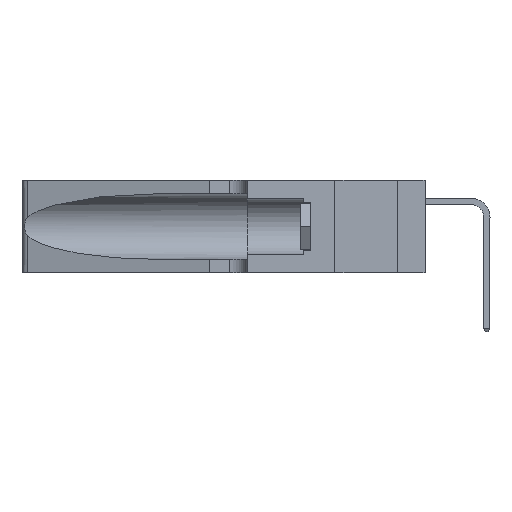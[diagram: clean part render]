
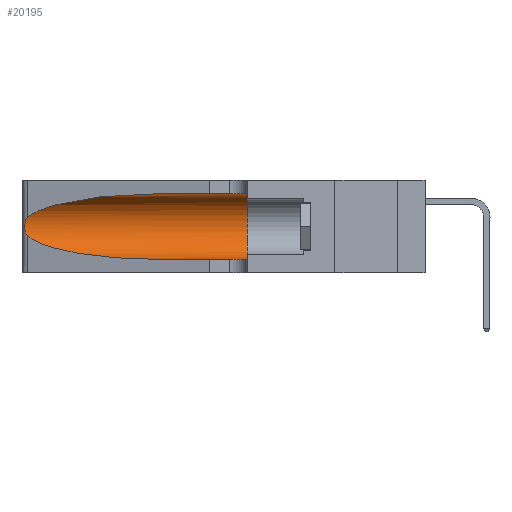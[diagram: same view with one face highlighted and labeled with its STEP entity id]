
A CAD part, left-side view. The second image highlights one B-rep face of the part: STEP entity #20195.
In plain terms, the highlighted cylindrical face has radius 3.308 mm (diameter 6.617 mm), a partial arc.
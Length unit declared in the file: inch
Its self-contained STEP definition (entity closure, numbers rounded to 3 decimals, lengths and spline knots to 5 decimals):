
#60 = ORIENTED_EDGE ( 'NONE', *, *, #10259, .T. ) ;
#323 = CARTESIAN_POINT ( 'NONE',  ( 0.26075, 1.23896, 0.178 ) ) ;
#923 = CARTESIAN_POINT ( 'NONE',  ( 0.2373, 1.15595, 0.28018 ) ) ;
#2131 = CARTESIAN_POINT ( 'NONE',  ( 0.25856, 1.23593, 0.16098 ) ) ;
#2770 = VERTEX_POINT ( 'NONE', #13507 ) ;
#2799 = EDGE_CURVE ( 'NONE', #6095, #6369, #19795, .T. ) ;
#2917 = DIRECTION ( 'NONE',  ( 0., -1., 0. ) ) ;
#3191 = CARTESIAN_POINT ( 'NONE',  ( 0.1305, 0.72297, 0.05475 ) ) ;
#3587 = VECTOR ( 'NONE', #2917, 39.37008 ) ;
#3946 = CARTESIAN_POINT ( 'NONE',  ( 0.25639, 1.23186, 0.15144 ) ) ;
#5282 = AXIS2_PLACEMENT_3D ( 'NONE', #15430, #20919, #8180 ) ;
#5791 = CARTESIAN_POINT ( 'NONE',  ( 0.25487, 1.22718, 0.14631 ) ) ;
#5894 = CARTESIAN_POINT ( 'NONE',  ( 0.25487, 1.22718, 0.14631 ) ) ;
#6095 = VERTEX_POINT ( 'NONE', #23216 ) ;
#6101 = DIRECTION ( 'NONE',  ( 0., 1., 0. ) ) ;
#6240 = CARTESIAN_POINT ( 'NONE',  ( 0.1305, 0.72297, 0.31525 ) ) ;
#6369 = VERTEX_POINT ( 'NONE', #7649 ) ;
#7531 = CARTESIAN_POINT ( 'NONE',  ( 0.25639, 1.23184, 0.21858 ) ) ;
#7649 = CARTESIAN_POINT ( 'NONE',  ( 0.25487, 1.22718, 0.22369 ) ) ;
#7704 = CARTESIAN_POINT ( 'NONE',  ( 0.2373, 1.15595, 0.08982 ) ) ;
#8180 = DIRECTION ( 'NONE',  ( 0., 0., -1. ) ) ;
#9118 = CARTESIAN_POINT ( 'NONE',  ( 0.1305, 1.61858, 0.31525 ) ) ;
#9186 = AXIS2_PLACEMENT_3D ( 'NONE', #17093, #6101, #18863 ) ;
#9381 = CARTESIAN_POINT ( 'NONE',  ( 0.25854, 1.2359, 0.20912 ) ) ;
#9439 =( BOUNDED_CURVE ( )  B_SPLINE_CURVE ( 3, ( #5894, #7704, #22254, #11413 ),
 .UNSPECIFIED., .F., .F. ) 
 B_SPLINE_CURVE_WITH_KNOTS ( ( 4, 4 ),
 ( 3.44316, 4.71239 ),
 .UNSPECIFIED. ) 
 CURVE ( )  GEOMETRIC_REPRESENTATION_ITEM ( )  RATIONAL_B_SPLINE_CURVE ( ( 1., 0.87, 0.87, 1. ) ) 
 REPRESENTATION_ITEM ( '' )  );
#10259 = EDGE_CURVE ( 'NONE', #6369, #2770, #16645, .T. ) ;
#10457 = LINE ( 'NONE', #9118, #17896 ) ;
#11142 = CARTESIAN_POINT ( 'NONE',  ( 0.25555, 1.22994, 0.2215 ) ) ;
#11223 = CARTESIAN_POINT ( 'NONE',  ( 0.26075, 1.23896, 0.19203 ) ) ;
#11413 = CARTESIAN_POINT ( 'NONE',  ( 0.1305, 0.72297, 0.05475 ) ) ;
#11864 = ORIENTED_EDGE ( 'NONE', *, *, #14256, .F. ) ;
#11896 = CYLINDRICAL_SURFACE ( 'NONE', #5282, 0.13025 ) ;
#12028 = CARTESIAN_POINT ( 'NONE',  ( 0.1305, 1.61858, 0.05475 ) ) ;
#12649 = CIRCLE ( 'NONE', #9186, 0.13025 ) ;
#12742 = LINE ( 'NONE', #12028, #3587 ) ;
#13059 = CARTESIAN_POINT ( 'NONE',  ( 0.26017, 1.23833, 0.17102 ) ) ;
#13507 = CARTESIAN_POINT ( 'NONE',  ( 0.25487, 1.22718, 0.14631 ) ) ;
#13664 = CARTESIAN_POINT ( 'NONE',  ( 0.25487, 1.22718, 0.22369 ) ) ;
#14085 = EDGE_CURVE ( 'NONE', #22793, #14886, #12742, .T. ) ;
#14192 = ORIENTED_EDGE ( 'NONE', *, *, #2799, .T. ) ;
#14256 = EDGE_CURVE ( 'NONE', #6095, #16291, #10457, .T. ) ;
#14696 = DIRECTION ( 'NONE',  ( 0., -1., 0. ) ) ;
#14797 = CARTESIAN_POINT ( 'NONE',  ( 0.25487, 1.22718, 0.22369 ) ) ;
#14880 = CARTESIAN_POINT ( 'NONE',  ( 0.25789, 1.23486, 0.15765 ) ) ;
#14886 = VERTEX_POINT ( 'NONE', #16405 ) ;
#15364 = EDGE_LOOP ( 'NONE', ( #14192, #60, #17449, #20380, #20074, #11864 ) ) ;
#15430 = CARTESIAN_POINT ( 'NONE',  ( 0.1305, 1.61858, 0.185 ) ) ;
#15805 = EDGE_CURVE ( 'NONE', #16291, #14886, #12649, .T. ) ;
#16291 = VERTEX_POINT ( 'NONE', #21576 ) ;
#16405 = CARTESIAN_POINT ( 'NONE',  ( 0.1305, 0.35, 0.05475 ) ) ;
#16645 = B_SPLINE_CURVE_WITH_KNOTS ( 'NONE', 3,
 ( #14797, #11142, #7531, #20288, #9381, #22079, #11223, #323, #13059, #2131, #14880, #3946, #16774, #5791 ),
 .UNSPECIFIED., .F., .F.,
 ( 4, 2, 2, 2, 2, 2, 4 ),
 ( 0., 0.00027, 0.00053, 0.00107, 0.0016, 0.00187, 0.00214 ),
 .UNSPECIFIED. ) ;
#16774 = CARTESIAN_POINT ( 'NONE',  ( 0.25555, 1.22993, 0.14849 ) ) ;
#17093 = CARTESIAN_POINT ( 'NONE',  ( 0.1305, 0.35, 0.185 ) ) ;
#17449 = ORIENTED_EDGE ( 'NONE', *, *, #19490, .T. ) ;
#17896 = VECTOR ( 'NONE', #14696, 39.37008 ) ;
#18863 = DIRECTION ( 'NONE',  ( 0., 0., 1. ) ) ;
#19490 = EDGE_CURVE ( 'NONE', #2770, #22793, #9439, .T. ) ;
#19795 =( BOUNDED_CURVE ( )  B_SPLINE_CURVE ( 3, ( #6240, #22679, #923, #13664 ),
 .UNSPECIFIED., .F., .F. ) 
 B_SPLINE_CURVE_WITH_KNOTS ( ( 4, 4 ),
 ( 1.5708, 2.84003 ),
 .UNSPECIFIED. ) 
 CURVE ( )  GEOMETRIC_REPRESENTATION_ITEM ( )  RATIONAL_B_SPLINE_CURVE ( ( 1., 0.87, 0.87, 1. ) ) 
 REPRESENTATION_ITEM ( '' )  );
#20074 = ORIENTED_EDGE ( 'NONE', *, *, #15805, .F. ) ;
#20195 = ADVANCED_FACE ( 'NONE', ( #21534 ), #11896, .F. ) ;
#20288 = CARTESIAN_POINT ( 'NONE',  ( 0.25787, 1.23484, 0.2124 ) ) ;
#20380 = ORIENTED_EDGE ( 'NONE', *, *, #14085, .T. ) ;
#20919 = DIRECTION ( 'NONE',  ( 0., -1., 0. ) ) ;
#21534 = FACE_OUTER_BOUND ( 'NONE', #15364, .T. ) ;
#21576 = CARTESIAN_POINT ( 'NONE',  ( 0.1305, 0.35, 0.31525 ) ) ;
#22079 = CARTESIAN_POINT ( 'NONE',  ( 0.26018, 1.23835, 0.19895 ) ) ;
#22254 = CARTESIAN_POINT ( 'NONE',  ( 0.18966, 0.96281, 0.05475 ) ) ;
#22679 = CARTESIAN_POINT ( 'NONE',  ( 0.18966, 0.96281, 0.31525 ) ) ;
#22793 = VERTEX_POINT ( 'NONE', #3191 ) ;
#23216 = CARTESIAN_POINT ( 'NONE',  ( 0.1305, 0.72297, 0.31525 ) ) ;
